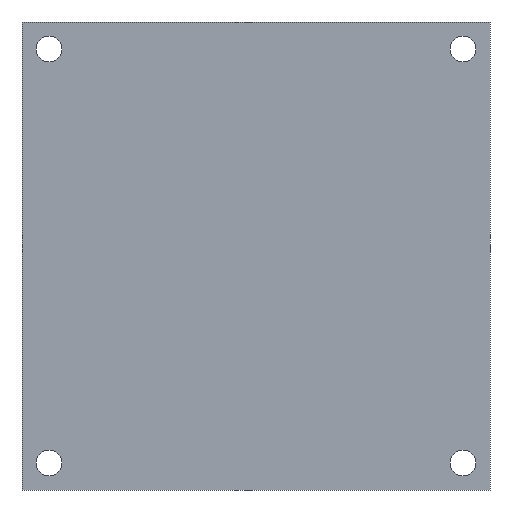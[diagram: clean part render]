
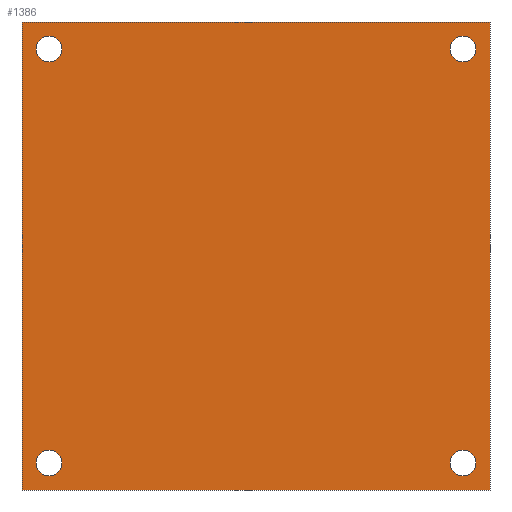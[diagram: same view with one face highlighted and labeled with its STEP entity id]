
A CAD part, front view. The second image highlights one B-rep face of the part: STEP entity #1386.
In plain terms, the highlighted planar face has unit normal (0, -1, 0).
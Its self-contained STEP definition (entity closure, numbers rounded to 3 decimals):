
#22=FACE_BOUND('',#170,.T.);
#23=FACE_BOUND('',#171,.T.);
#24=FACE_BOUND('',#172,.T.);
#25=FACE_BOUND('',#173,.T.);
#88=FACE_OUTER_BOUND('',#169,.T.);
#169=EDGE_LOOP('',(#1057,#1058,#1059,#1060));
#170=EDGE_LOOP('',(#1061));
#171=EDGE_LOOP('',(#1062));
#172=EDGE_LOOP('',(#1063));
#173=EDGE_LOOP('',(#1064));
#292=LINE('',#2182,#438);
#296=LINE('',#2191,#442);
#298=LINE('',#2194,#444);
#300=LINE('',#2197,#446);
#438=VECTOR('',#1764,10.);
#442=VECTOR('',#1770,10.);
#444=VECTOR('',#1774,10.);
#446=VECTOR('',#1778,10.);
#543=CIRCLE('',#1494,4.763);
#545=CIRCLE('',#1497,4.763);
#546=CIRCLE('',#1499,4.763);
#548=CIRCLE('',#1502,4.763);
#637=VERTEX_POINT('',#2154);
#639=VERTEX_POINT('',#2160);
#640=VERTEX_POINT('',#2164);
#642=VERTEX_POINT('',#2170);
#646=VERTEX_POINT('',#2179);
#647=VERTEX_POINT('',#2181);
#650=VERTEX_POINT('',#2188);
#651=VERTEX_POINT('',#2190);
#791=EDGE_CURVE('',#637,#637,#543,.T.);
#794=EDGE_CURVE('',#639,#639,#545,.T.);
#795=EDGE_CURVE('',#640,#640,#546,.T.);
#798=EDGE_CURVE('',#642,#642,#548,.T.);
#803=EDGE_CURVE('',#647,#646,#292,.T.);
#807=EDGE_CURVE('',#651,#650,#296,.T.);
#809=EDGE_CURVE('',#646,#651,#298,.T.);
#811=EDGE_CURVE('',#650,#647,#300,.T.);
#1057=ORIENTED_EDGE('',*,*,#807,.T.);
#1058=ORIENTED_EDGE('',*,*,#811,.T.);
#1059=ORIENTED_EDGE('',*,*,#803,.T.);
#1060=ORIENTED_EDGE('',*,*,#809,.T.);
#1061=ORIENTED_EDGE('',*,*,#791,.T.);
#1062=ORIENTED_EDGE('',*,*,#794,.T.);
#1063=ORIENTED_EDGE('',*,*,#795,.T.);
#1064=ORIENTED_EDGE('',*,*,#798,.T.);
#1326=PLANE('',#1507);
#1386=ADVANCED_FACE('',(#88,#22,#23,#24,#25),#1326,.F.);
#1494=AXIS2_PLACEMENT_3D('',#2156,#1737,#1738);
#1497=AXIS2_PLACEMENT_3D('',#2162,#1744,#1745);
#1499=AXIS2_PLACEMENT_3D('',#2165,#1748,#1749);
#1502=AXIS2_PLACEMENT_3D('',#2171,#1755,#1756);
#1507=AXIS2_PLACEMENT_3D('',#2196,#1776,#1777);
#1737=DIRECTION('center_axis',(0.,1.,0.));
#1738=DIRECTION('ref_axis',(-1.,0.,0.));
#1744=DIRECTION('center_axis',(0.,1.,0.));
#1745=DIRECTION('ref_axis',(-1.,0.,0.));
#1748=DIRECTION('center_axis',(0.,1.,0.));
#1749=DIRECTION('ref_axis',(-1.,0.,0.));
#1755=DIRECTION('center_axis',(0.,1.,0.));
#1756=DIRECTION('ref_axis',(-1.,0.,0.));
#1764=DIRECTION('',(1.,0.,0.));
#1770=DIRECTION('',(-1.,0.,0.));
#1774=DIRECTION('',(0.,0.,1.));
#1776=DIRECTION('center_axis',(0.,1.,0.));
#1777=DIRECTION('ref_axis',(0.,0.,
1.));
#1778=DIRECTION('',(0.,0.,-1.));
#2154=CARTESIAN_POINT('',(-71.913,0.,107.155));
#2156=CARTESIAN_POINT('Origin',(-76.675,0.,107.155));
#2160=CARTESIAN_POINT('',(81.438,0.,107.155));
#2162=CARTESIAN_POINT('Origin',(76.675,0.,107.155));
#2164=CARTESIAN_POINT('',(-71.913,0.,-46.195));
#2165=CARTESIAN_POINT('Origin',(-76.675,0.,-46.195));
#2170=CARTESIAN_POINT('',(81.438,0.,-46.195));
#2171=CARTESIAN_POINT('Origin',(76.675,0.,-46.195));
#2179=CARTESIAN_POINT('',(86.675,0.,-56.195));
#2181=CARTESIAN_POINT('',(-86.675,0.,-56.195));
#2182=CARTESIAN_POINT('',(86.675,0.,-56.195));
#2188=CARTESIAN_POINT('',(-86.675,0.,117.155));
#2190=CARTESIAN_POINT('',(86.675,0.,117.155));
#2191=CARTESIAN_POINT('',(-30.638,0.,117.155));
#2194=CARTESIAN_POINT('',(86.675,0.,-25.715));
#2196=CARTESIAN_POINT('Origin',(25.4,0.,135.12));
#2197=CARTESIAN_POINT('',(-86.675,0.,147.635));
